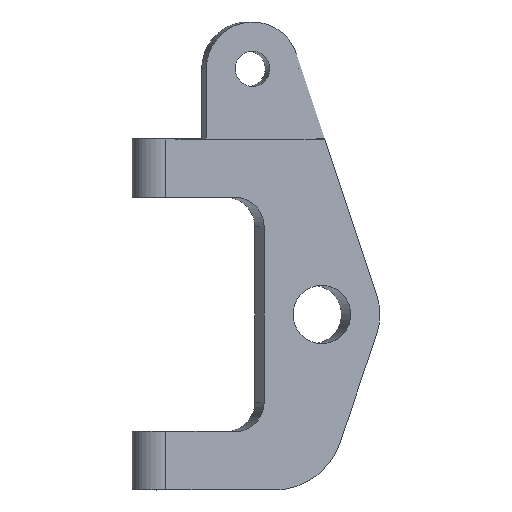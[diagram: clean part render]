
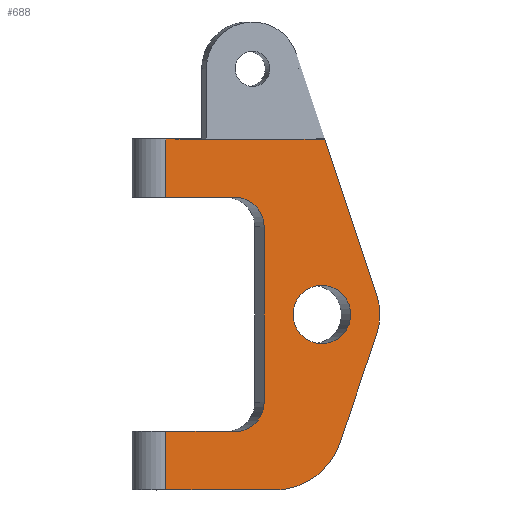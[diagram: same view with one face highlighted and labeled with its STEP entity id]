
A CAD part, front view. The second image highlights one B-rep face of the part: STEP entity #688.
In plain terms, the highlighted planar face has unit normal (0.16, -0.987, 0).
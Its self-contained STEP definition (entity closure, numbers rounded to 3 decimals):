
#16=FACE_BOUND('',#88,.T.);
#24=PLANE('',#744);
#48=FACE_OUTER_BOUND('',#87,.T.);
#87=EDGE_LOOP('',(#479,#480,#481,#482,#483,#484,#485,#486,#487,#488,#489,
#490,#491,#492,#493));
#88=EDGE_LOOP('',(#494));
#132=LINE('',#1025,#204);
#135=LINE('',#1035,#207);
#136=LINE('',#1039,#208);
#137=LINE('',#1041,#209);
#138=LINE('',#1043,#210);
#139=LINE('',#1045,#211);
#140=LINE('',#1047,#212);
#141=LINE('',#1053,#213);
#142=LINE('',#1057,#214);
#143=LINE('',#1058,#215);
#204=VECTOR('',#817,10.);
#207=VECTOR('',#826,10.);
#208=VECTOR('',#829,10.);
#209=VECTOR('',#830,10.);
#210=VECTOR('',#831,10.);
#211=VECTOR('',#832,10.);
#212=VECTOR('',#833,10.);
#213=VECTOR('',#838,10.);
#214=VECTOR('',#841,10.);
#215=VECTOR('',#842,10.);
#275=CIRCLE('',#740,60.);
#278=CIRCLE('',#745,50.287);
#279=CIRCLE('',#746,25.);
#280=CIRCLE('',#747,25.);
#281=CIRCLE('',#748,25.);
#282=CIRCLE('',#749,25.);
#305=VERTEX_POINT('',#1018);
#306=VERTEX_POINT('',#1020);
#307=VERTEX_POINT('',#1024);
#311=VERTEX_POINT('',#1034);
#312=VERTEX_POINT('',#1036);
#313=VERTEX_POINT('',#1038);
#314=VERTEX_POINT('',#1040);
#315=VERTEX_POINT('',#1042);
#316=VERTEX_POINT('',#1044);
#317=VERTEX_POINT('',#1046);
#318=VERTEX_POINT('',#1048);
#319=VERTEX_POINT('',#1050);
#320=VERTEX_POINT('',#1052);
#321=VERTEX_POINT('',#1054);
#322=VERTEX_POINT('',#1056);
#323=VERTEX_POINT('',#1059);
#370=EDGE_CURVE('',#305,#306,#275,.T.);
#372=EDGE_CURVE('',#306,#307,#132,.T.);
#377=EDGE_CURVE('',#305,#311,#135,.T.);
#378=EDGE_CURVE('',#311,#312,#278,.T.);
#379=EDGE_CURVE('',#312,#313,#136,.T.);
#380=EDGE_CURVE('',#314,#313,#137,.T.);
#381=EDGE_CURVE('',#315,#314,#138,.T.);
#382=EDGE_CURVE('',#315,#316,#139,.T.);
#383=EDGE_CURVE('',#317,#316,#140,.T.);
#384=EDGE_CURVE('',#318,#317,#279,.T.);
#385=EDGE_CURVE('',#319,#318,#280,.T.);
#386=EDGE_CURVE('',#320,#319,#141,.T.);
#387=EDGE_CURVE('',#321,#320,#281,.T.);
#388=EDGE_CURVE('',#322,#321,#142,.T.);
#389=EDGE_CURVE('',#322,#307,#143,.T.);
#390=EDGE_CURVE('',#323,#323,#282,.T.);
#479=ORIENTED_EDGE('',*,*,#370,.F.);
#480=ORIENTED_EDGE('',*,*,#377,.T.);
#481=ORIENTED_EDGE('',*,*,#378,.T.);
#482=ORIENTED_EDGE('',*,*,#379,.T.);
#483=ORIENTED_EDGE('',*,*,#380,.F.);
#484=ORIENTED_EDGE('',*,*,#381,.F.);
#485=ORIENTED_EDGE('',*,*,#382,.T.);
#486=ORIENTED_EDGE('',*,*,#383,.F.);
#487=ORIENTED_EDGE('',*,*,#384,.F.);
#488=ORIENTED_EDGE('',*,*,#385,.F.);
#489=ORIENTED_EDGE('',*,*,#386,.F.);
#490=ORIENTED_EDGE('',*,*,#387,.F.);
#491=ORIENTED_EDGE('',*,*,#388,.F.);
#492=ORIENTED_EDGE('',*,*,#389,.T.);
#493=ORIENTED_EDGE('',*,*,#372,.F.);
#494=ORIENTED_EDGE('',*,*,#390,.F.);
#688=ADVANCED_FACE('',(#48,#16),#24,.F.);
#740=AXIS2_PLACEMENT_3D('',#1021,#812,#813);
#744=AXIS2_PLACEMENT_3D('',#1033,#824,#825);
#745=AXIS2_PLACEMENT_3D('',#1037,#827,#828);
#746=AXIS2_PLACEMENT_3D('',#1049,#834,#835);
#747=AXIS2_PLACEMENT_3D('',#1051,#836,#837);
#748=AXIS2_PLACEMENT_3D('',#1055,#839,#840);
#749=AXIS2_PLACEMENT_3D('',#1060,#843,#844);
#812=DIRECTION('center_axis',(-0.16,0.987,0.));
#813=DIRECTION('ref_axis',(0.575,0.093,-0.813));
#817=DIRECTION('',(-0.987,-0.16,0.));
#824=DIRECTION('center_axis',(-0.16,0.987,0.));
#825=DIRECTION('ref_axis',(0.,0.,1.));
#826=DIRECTION('',(0.318,0.051,0.947));
#827=DIRECTION('center_axis',(0.16,-0.987,0.));
#828=DIRECTION('ref_axis',(-0.987,-0.16,0.));
#829=DIRECTION('',(-0.316,-0.051,0.948));
#830=DIRECTION('',(0.987,0.16,0.));
#831=DIRECTION('',(0.987,0.16,0.));
#832=DIRECTION('',(0.,0.,-1.));
#833=DIRECTION('',(-0.987,-0.16,0.));
#834=DIRECTION('center_axis',(0.16,-0.987,0.));
#835=DIRECTION('ref_axis',(0.698,0.113,0.707));
#836=DIRECTION('center_axis',(0.16,-0.987,0.));
#837=DIRECTION('ref_axis',(-0.698,-0.113,0.707));
#838=DIRECTION('',(0.,0.,1.));
#839=DIRECTION('center_axis',(0.16,-0.987,0.));
#840=DIRECTION('ref_axis',(0.698,0.113,-0.707));
#841=DIRECTION('',(0.987,0.16,0.));
#842=DIRECTION('',(0.,0.,-1.));
#843=DIRECTION('center_axis',(0.16,-0.987,0.));
#844=DIRECTION('ref_axis',(0.987,0.16,0.));
#1018=CARTESIAN_POINT('',(-1722.936,6044.985,173.148));
#1020=CARTESIAN_POINT('',(-1779.001,6035.919,132.5));
#1021=CARTESIAN_POINT('Origin',(-1779.001,6035.919,192.5));
#1024=CARTESIAN_POINT('',(-1871.987,6020.883,132.5));
#1025=CARTESIAN_POINT('',(-1852.269,6024.071,132.5));
#1033=CARTESIAN_POINT('Origin',(-1778.376,6036.02,324.434));
#1034=CARTESIAN_POINT('',(-1691.609,6050.05,266.281));
#1035=CARTESIAN_POINT('',(-1687.358,6050.737,278.915));
#1036=CARTESIAN_POINT('',(-1691.561,6050.058,298.577));
#1037=CARTESIAN_POINT('Origin',(-1738.598,6042.452,282.5));
#1038=CARTESIAN_POINT('',(-1736.169,6042.845,432.5));
#1039=CARTESIAN_POINT('',(-1722.168,6045.109,390.465));
#1040=CARTESIAN_POINT('',(-1758.342,6039.259,432.5));
#1041=CARTESIAN_POINT('',(-1733.807,6043.227,432.5));
#1042=CARTESIAN_POINT('',(-1871.987,6020.883,432.5));
#1043=CARTESIAN_POINT('',(-1733.807,6043.227,432.5));
#1044=CARTESIAN_POINT('',(-1871.987,6020.883,382.5));
#1045=CARTESIAN_POINT('',(-1871.987,6020.883,132.5));
#1046=CARTESIAN_POINT('',(-1812.636,6030.48,382.5));
#1047=CARTESIAN_POINT('',(-1852.269,6024.071,382.5));
#1048=CARTESIAN_POINT('',(-1812.612,6030.484,382.5));
#1049=CARTESIAN_POINT('Origin',(-1812.636,6030.48,357.5));
#1050=CARTESIAN_POINT('',(-1787.957,6034.471,357.5));
#1051=CARTESIAN_POINT('Origin',(-1812.636,6030.48,357.5));
#1052=CARTESIAN_POINT('',(-1787.957,6034.471,207.5));
#1053=CARTESIAN_POINT('',(-1787.957,6034.471,358.467));
#1054=CARTESIAN_POINT('',(-1812.636,6030.48,182.5));
#1055=CARTESIAN_POINT('Origin',(-1812.636,6030.48,207.5));
#1056=CARTESIAN_POINT('',(-1871.987,6020.883,182.5));
#1057=CARTESIAN_POINT('',(-1733.807,6043.227,182.5));
#1058=CARTESIAN_POINT('',(-1871.987,6020.883,132.5));
#1059=CARTESIAN_POINT('',(-1763.277,6038.461,282.5));
#1060=CARTESIAN_POINT('Origin',(-1738.598,6042.452,282.5));
